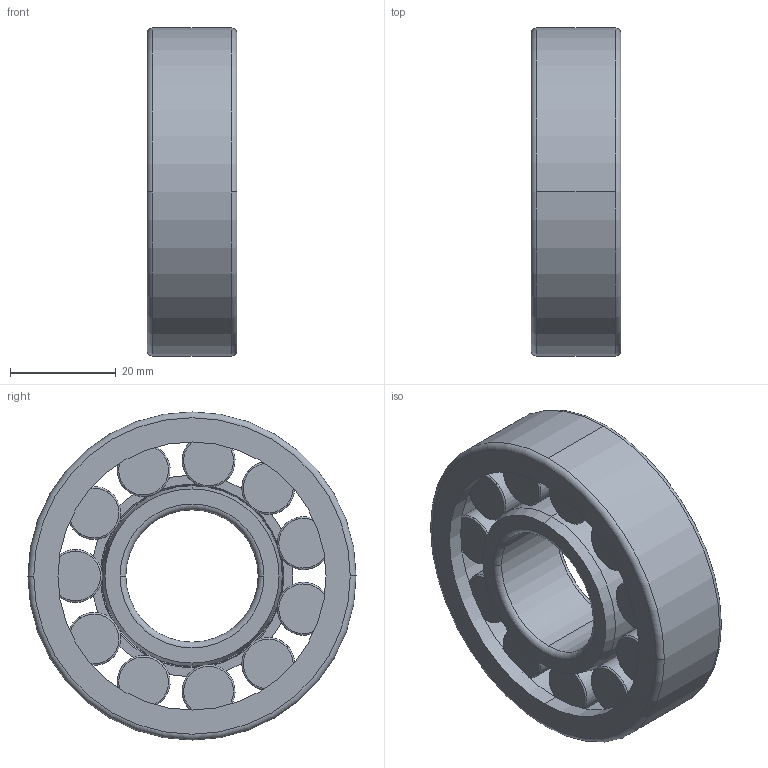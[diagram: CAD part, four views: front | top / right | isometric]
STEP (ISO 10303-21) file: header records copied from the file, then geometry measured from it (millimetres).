
FILE_DESCRIPTION(('STEP AP214'),'1');
FILE_NAME('nj305-e-xl-tvp2.stp','2024-03-26T13:20:13',('TraceParts'),('TraceParts S.A.'),'Spatial InterOp 3D',' ',' ');
FILE_SCHEMA(('AUTOMOTIVE_DESIGN { 1 0 10303 214 1 1 1 1 }'));
Length unit declared in the file: millimetre
Products named in the file (1): nj305-e-xl-tvp2_1
Bounding box: 17 x 62 x 62 mm (x, y, z)
Volume: 31045.7 mm3; surface area: 18565.4 mm2
Topology: 13 solids, 13 shells, 143 faces, 334 edges, 220 vertices
Faces by surface type: torus 64, cylinder 36, plane 29, cone 14
Entity records: 5484 total; most frequent: DIRECTION 930, CARTESIAN_POINT 710, ORIENTED_EDGE 668, AXIS2_PLACEMENT_3D 440, EDGE_CURVE 334, CIRCLE 284, VERTEX_POINT 220, EDGE_LOOP 150
